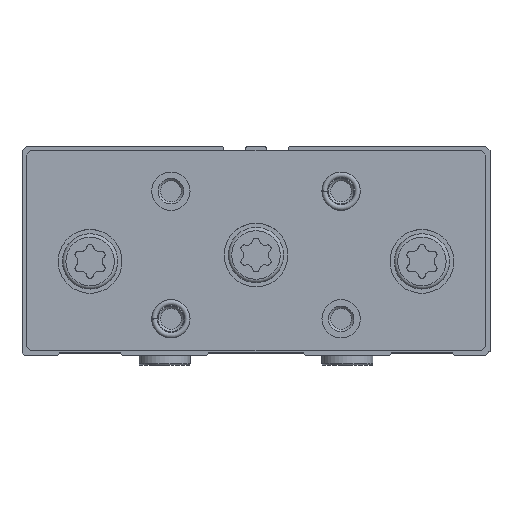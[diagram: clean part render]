
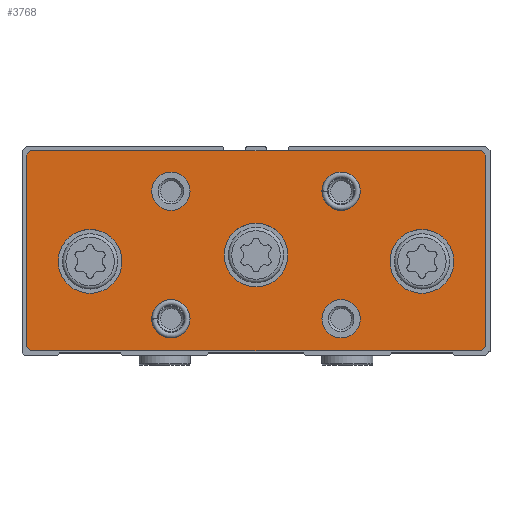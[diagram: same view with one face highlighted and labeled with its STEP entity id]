
A CAD part, top view. The second image highlights one B-rep face of the part: STEP entity #3768.
In plain terms, the highlighted face is planar.
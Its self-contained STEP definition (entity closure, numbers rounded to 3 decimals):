
#364=LINE('',#6308,#582);
#368=LINE('',#6317,#586);
#371=LINE('',#6323,#589);
#374=LINE('',#6329,#592);
#377=LINE('',#6335,#595);
#380=LINE('',#6341,#598);
#383=LINE('',#6347,#601);
#386=LINE('',#6353,#604);
#582=VECTOR('',#5101,1000.);
#586=VECTOR('',#5107,1000.);
#589=VECTOR('',#5112,1000.);
#592=VECTOR('',#5117,1000.);
#595=VECTOR('',#5122,1000.);
#598=VECTOR('',#5127,1000.);
#601=VECTOR('',#5132,1000.);
#604=VECTOR('',#5137,1000.);
#1202=ORIENTED_EDGE('',*,*,#1925,.F.);
#1203=ORIENTED_EDGE('',*,*,#1926,.F.);
#1204=ORIENTED_EDGE('',*,*,#1927,.F.);
#1205=ORIENTED_EDGE('',*,*,#1928,.F.);
#1206=ORIENTED_EDGE('',*,*,#1929,.F.);
#1207=ORIENTED_EDGE('',*,*,#1930,.F.);
#1208=ORIENTED_EDGE('',*,*,#1931,.F.);
#1209=ORIENTED_EDGE('',*,*,#1894,.T.);
#1210=ORIENTED_EDGE('',*,*,#1898,.T.);
#1211=ORIENTED_EDGE('',*,*,#1901,.T.);
#1212=ORIENTED_EDGE('',*,*,#1904,.T.);
#1213=ORIENTED_EDGE('',*,*,#1907,.T.);
#1214=ORIENTED_EDGE('',*,*,#1910,.T.);
#1215=ORIENTED_EDGE('',*,*,#1913,.T.);
#1216=ORIENTED_EDGE('',*,*,#1916,.T.);
#1894=EDGE_CURVE('',#2330,#2331,#364,.T.);
#1898=EDGE_CURVE('',#2331,#2334,#368,.T.);
#1901=EDGE_CURVE('',#2334,#2336,#371,.T.);
#1904=EDGE_CURVE('',#2336,#2338,#374,.T.);
#1907=EDGE_CURVE('',#2338,#2340,#377,.T.);
#1910=EDGE_CURVE('',#2340,#2342,#380,.T.);
#1913=EDGE_CURVE('',#2342,#2344,#383,.T.);
#1916=EDGE_CURVE('',#2344,#2330,#386,.T.);
#1925=EDGE_CURVE('',#2351,#2351,#2622,.T.);
#1926=EDGE_CURVE('',#2352,#2352,#2623,.T.);
#1927=EDGE_CURVE('',#2353,#2353,#2624,.T.);
#1928=EDGE_CURVE('',#2354,#2354,#2625,.T.);
#1929=EDGE_CURVE('',#2355,#2355,#2626,.T.);
#1930=EDGE_CURVE('',#2356,#2356,#2627,.T.);
#1931=EDGE_CURVE('',#2357,#2357,#2628,.T.);
#2330=VERTEX_POINT('',#6309);
#2331=VERTEX_POINT('',#6310);
#2334=VERTEX_POINT('',#6318);
#2336=VERTEX_POINT('',#6324);
#2338=VERTEX_POINT('',#6330);
#2340=VERTEX_POINT('',#6336);
#2342=VERTEX_POINT('',#6342);
#2344=VERTEX_POINT('',#6348);
#2351=VERTEX_POINT('',#6370);
#2352=VERTEX_POINT('',#6372);
#2353=VERTEX_POINT('',#6374);
#2354=VERTEX_POINT('',#6376);
#2355=VERTEX_POINT('',#6378);
#2356=VERTEX_POINT('',#6380);
#2357=VERTEX_POINT('',#6382);
#2622=CIRCLE('',#4219,7.5);
#2623=CIRCLE('',#4220,7.5);
#2624=CIRCLE('',#4221,7.5);
#2625=CIRCLE('',#4222,4.5);
#2626=CIRCLE('',#4223,4.5);
#2627=CIRCLE('',#4224,4.5);
#2628=CIRCLE('',#4225,4.5);
#2946=EDGE_LOOP('',(#1202));
#2947=EDGE_LOOP('',(#1203));
#2948=EDGE_LOOP('',(#1204));
#2949=EDGE_LOOP('',(#1205));
#2950=EDGE_LOOP('',(#1206));
#2951=EDGE_LOOP('',(#1207));
#2952=EDGE_LOOP('',(#1208));
#2953=EDGE_LOOP('',(#1209,#1210,#1211,#1212,#1213,#1214,#1215,#1216));
#3346=FACE_BOUND('',#2946,.T.);
#3347=FACE_BOUND('',#2947,.T.);
#3348=FACE_BOUND('',#2948,.T.);
#3349=FACE_BOUND('',#2949,.T.);
#3350=FACE_BOUND('',#2950,.T.);
#3351=FACE_BOUND('',#2951,.T.);
#3352=FACE_BOUND('',#2952,.T.);
#3353=FACE_BOUND('',#2953,.T.);
#3598=PLANE('',#4218);
#3768=ADVANCED_FACE('',(#3346,#3347,#3348,#3349,#3350,#3351,#3352,#3353),
#3598,.F.);
#4218=AXIS2_PLACEMENT_3D('',#6368,#5153,#5154);
#4219=AXIS2_PLACEMENT_3D('',#6369,#5155,#5156);
#4220=AXIS2_PLACEMENT_3D('',#6371,#5157,#5158);
#4221=AXIS2_PLACEMENT_3D('',#6373,#5159,#5160);
#4222=AXIS2_PLACEMENT_3D('',#6375,#5161,#5162);
#4223=AXIS2_PLACEMENT_3D('',#6377,#5163,#5164);
#4224=AXIS2_PLACEMENT_3D('',#6379,#5165,#5166);
#4225=AXIS2_PLACEMENT_3D('',#6381,#5167,#5168);
#5101=DIRECTION('',(0.,-1.,0.));
#5107=DIRECTION('',(0.,-0.707,-0.707));
#5112=DIRECTION('',(0.,0.,-1.));
#5117=DIRECTION('',(0.,0.707,-0.707));
#5122=DIRECTION('',(0.,1.,0.));
#5127=DIRECTION('',(0.,0.707,0.707));
#5132=DIRECTION('',(0.,0.,1.));
#5137=DIRECTION('',(0.,-0.707,0.707));
#5153=DIRECTION('',(-1.,0.,0.));
#5154=DIRECTION('',(0.,0.,1.));
#5155=DIRECTION('',(1.,0.,0.));
#5156=DIRECTION('',(0.,0.,-1.));
#5157=DIRECTION('',(1.,0.,0.));
#5158=DIRECTION('',(0.,0.,-1.));
#5159=DIRECTION('',(1.,0.,0.));
#5160=DIRECTION('',(0.,0.,-1.));
#5161=DIRECTION('',(1.,0.,0.));
#5162=DIRECTION('',(0.,0.,-1.));
#5163=DIRECTION('',(1.,0.,0.));
#5164=DIRECTION('',(0.,0.,-1.));
#5165=DIRECTION('',(1.,0.,0.));
#5166=DIRECTION('',(0.,0.,-1.));
#5167=DIRECTION('',(1.,0.,0.));
#5168=DIRECTION('',(0.,0.,-1.));
#6308=CARTESIAN_POINT('',(16.,23.5,54.));
#6309=CARTESIAN_POINT('',(16.,23.5,54.));
#6310=CARTESIAN_POINT('',(16.,-21.5,54.));
#6317=CARTESIAN_POINT('',(16.,-21.5,54.));
#6318=CARTESIAN_POINT('',(16.,-22.5,53.));
#6323=CARTESIAN_POINT('',(16.,-22.5,53.));
#6324=CARTESIAN_POINT('',(16.,-22.5,-53.));
#6329=CARTESIAN_POINT('',(16.,-22.5,-53.));
#6330=CARTESIAN_POINT('',(16.,-21.5,-54.));
#6335=CARTESIAN_POINT('',(16.,-21.5,-54.));
#6336=CARTESIAN_POINT('',(16.,23.5,-54.));
#6341=CARTESIAN_POINT('',(16.,23.5,-54.));
#6342=CARTESIAN_POINT('',(16.,24.5,-53.));
#6347=CARTESIAN_POINT('',(16.,24.5,-53.));
#6348=CARTESIAN_POINT('',(16.,24.5,53.));
#6353=CARTESIAN_POINT('',(16.,24.5,53.));
#6368=CARTESIAN_POINT('',(16.,-1.5,-47.));
#6369=CARTESIAN_POINT('',(16.,-1.5,-39.));
#6370=CARTESIAN_POINT('',(16.,-1.5,-46.5));
#6371=CARTESIAN_POINT('',(16.,-1.5,39.));
#6372=CARTESIAN_POINT('',(16.,-1.5,31.5));
#6373=CARTESIAN_POINT('',(16.,0.,0.));
#6374=CARTESIAN_POINT('',(16.,0.,-7.5));
#6375=CARTESIAN_POINT('',(16.,-15.,20.));
#6376=CARTESIAN_POINT('',(16.,-15.,15.5));
#6377=CARTESIAN_POINT('',(16.,-15.,-20.));
#6378=CARTESIAN_POINT('',(16.,-15.,-24.5));
#6379=CARTESIAN_POINT('',(16.,15.,20.));
#6380=CARTESIAN_POINT('',(16.,15.,15.5));
#6381=CARTESIAN_POINT('',(16.,15.,-20.));
#6382=CARTESIAN_POINT('',(16.,15.,-24.5));
